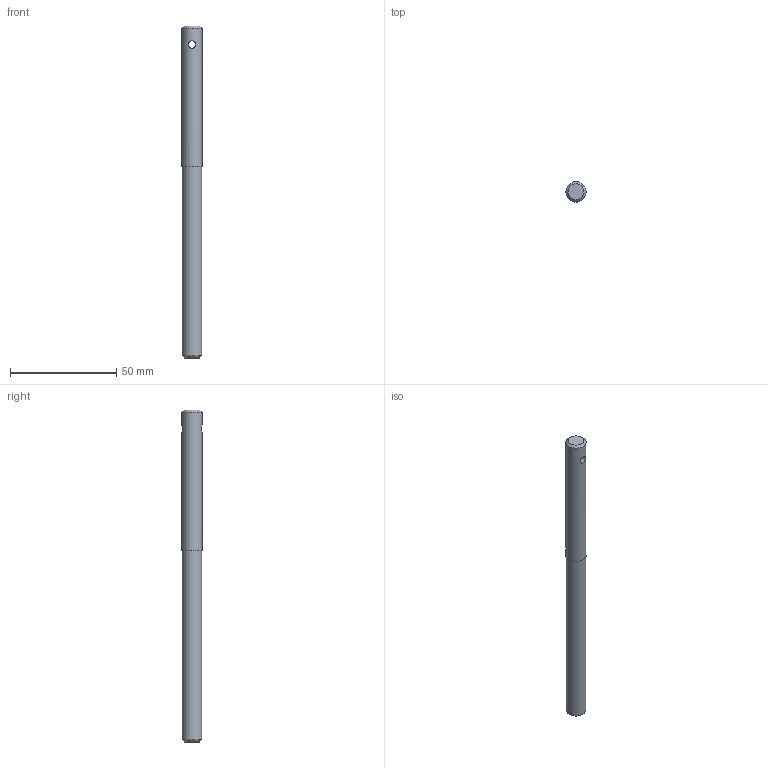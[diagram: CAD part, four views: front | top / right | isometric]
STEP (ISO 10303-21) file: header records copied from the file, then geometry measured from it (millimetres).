
FILE_DESCRIPTION(('STEP AP214'),'1');
FILE_NAME('LOCK DEFEAT SPINDLE.stp','2025-07-30T12:31:15',(' '),(' '),'Spatial InterOp 3D',' ',' ');
FILE_SCHEMA(('AUTOMOTIVE_DESIGN { 1 0 10303 214 1 1 1 1 }'));
Length unit declared in the file: millimetre
Products named in the file (1): 1752253194
Bounding box: 9.5 x 9.5 x 156.3 mm (x, y, z)
Volume: 10661.8 mm3; surface area: 4825.7 mm2
Topology: 1 solids, 1 shells, 11 faces, 27 edges, 18 vertices
Faces by surface type: cone 4, cylinder 4, plane 3
Full cylindrical faces by diameter (mm): 3 x1, 3.5 x1, 9.3 x1, 9.5 x1
Entity records: 455 total; most frequent: CARTESIAN_POINT 151, DIRECTION 42, EDGE_LOOP 22, ORIENTED_EDGE 22, AXIS2_PLACEMENT_3D 21, FACE_OUTER_BOUND 15, STYLED_ITEM 12, PRESENTATION_STYLE_ASSIGNMENT 12
